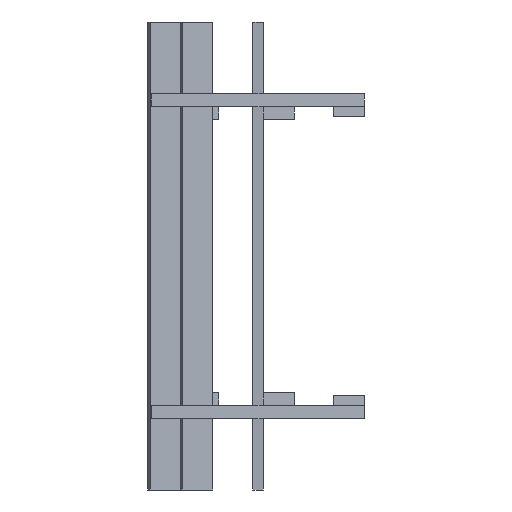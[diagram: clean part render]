
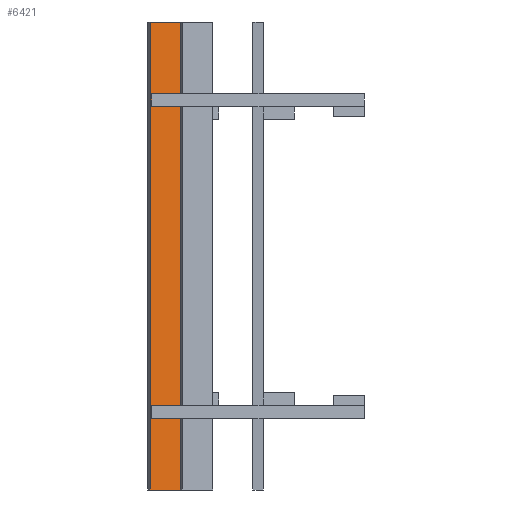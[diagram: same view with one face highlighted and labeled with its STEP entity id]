
A CAD part, left-side view. The second image highlights one B-rep face of the part: STEP entity #6421.
In plain terms, the highlighted planar face has unit normal (-0.966, -0.259, 0).
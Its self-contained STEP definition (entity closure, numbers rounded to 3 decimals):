
#587=FACE_OUTER_BOUND('',#969,.T.);
#969=EDGE_LOOP('',(#5242,#5243,#5244,#5245));
#1642=LINE('',#10288,#2336);
#1643=LINE('',#10290,#2337);
#1644=LINE('',#10292,#2338);
#1645=LINE('',#10293,#2339);
#2336=VECTOR('',#8576,10.);
#2337=VECTOR('',#8577,10.);
#2338=VECTOR('',#8578,10.);
#2339=VECTOR('',#8579,10.);
#2888=VERTEX_POINT('',#10286);
#2889=VERTEX_POINT('',#10287);
#2890=VERTEX_POINT('',#10289);
#2891=VERTEX_POINT('',#10291);
#3678=EDGE_CURVE('',#2888,#2889,#1642,.T.);
#3679=EDGE_CURVE('',#2888,#2890,#1643,.T.);
#3680=EDGE_CURVE('',#2891,#2890,#1644,.T.);
#3681=EDGE_CURVE('',#2889,#2891,#1645,.T.);
#5242=ORIENTED_EDGE('',*,*,#3678,.F.);
#5243=ORIENTED_EDGE('',*,*,#3679,.T.);
#5244=ORIENTED_EDGE('',*,*,#3680,.F.);
#5245=ORIENTED_EDGE('',*,*,#3681,.F.);
#5628=PLANE('',#6975);
#6421=ADVANCED_FACE('',(#587),#5628,.T.);
#6975=AXIS2_PLACEMENT_3D('',#10285,#8574,#8575);
#8574=DIRECTION('center_axis',(-0.966,-0.259,0.));
#8575=DIRECTION('ref_axis',(0.259,-0.966,0.));
#8576=DIRECTION('',(-0.259,0.966,0.));
#8577=DIRECTION('',(0.,0.,1.));
#8578=DIRECTION('',(0.259,-0.966,0.));
#8579=DIRECTION('',(0.,0.,1.));
#10285=CARTESIAN_POINT('Origin',(494.242,1834.625,-1310.));
#10286=CARTESIAN_POINT('',(525.301,1718.714,-1310.));
#10287=CARTESIAN_POINT('',(494.242,1834.625,-1310.));
#10288=CARTESIAN_POINT('',(525.301,1718.714,-1310.));
#10289=CARTESIAN_POINT('',(525.301,1718.714,490.));
#10290=CARTESIAN_POINT('',(525.301,1718.714,-1310.));
#10291=CARTESIAN_POINT('',(494.242,1834.625,490.));
#10292=CARTESIAN_POINT('',(525.301,1718.714,490.));
#10293=CARTESIAN_POINT('',(494.242,1834.625,-1310.));
